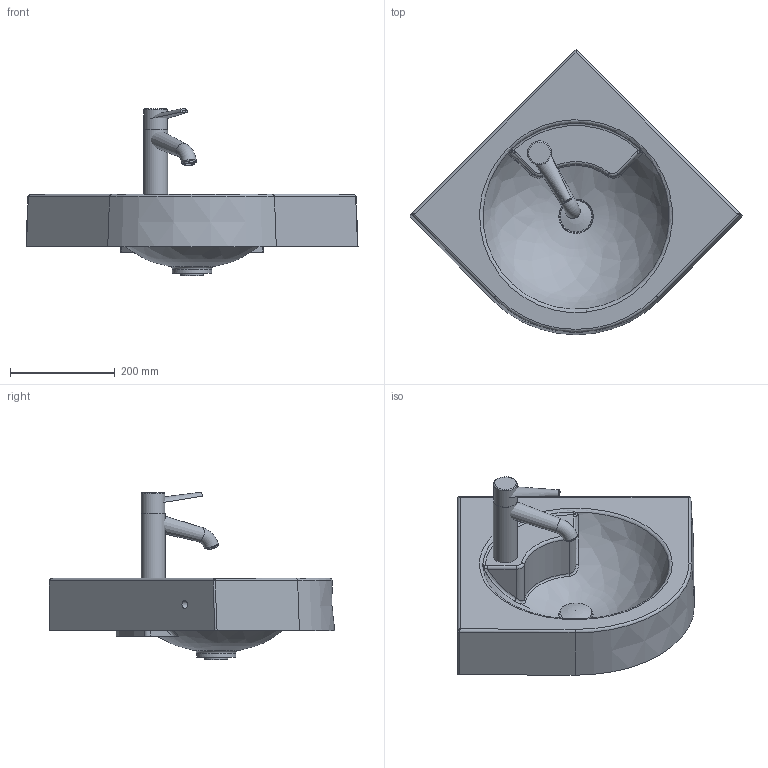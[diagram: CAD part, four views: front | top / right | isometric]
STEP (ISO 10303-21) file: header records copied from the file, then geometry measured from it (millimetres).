
FILE_DESCRIPTION((''),'2;1');
FILE_NAME('044845.stp','2008-01-16T12:48:30',('Huebner'),(''),'Autodesk Inventor 11','Autodesk Inventor 11','');
FILE_SCHEMA(('AUTOMOTIVE_DESIGN { 1 0 10303 214 1 1 1 1 }'));
Length unit declared in the file: millimetre
Products named in the file (9): 44845; Baterie_Zusatz; hebel_Zusatz; Hebel2; Griff2; Neoperl2; Kelch; Stopfen
Assembly tree (8 placements, depth 3):
  44845
    44845
    Baterie_Zusatz
      hebel_Zusatz
      Hebel2
      Griff2
      Neoperl2
    Kelch
    Stopfen
Bounding box: 632.54 x 543.77 x 318.77 mm (x, y, z)
Volume: 7748072.7 mm3; surface area: 900656.6 mm2
Topology: 7 solids, 7 shells, 146 faces, 352 edges, 217 vertices
Faces by surface type: cylinder 48, plane 43, bspline 38, torus 12, cone 5
Full cylindrical faces by diameter (mm): 15 x2, 16 x1, 20 x1, 35 x1, 42 x1, 44 x1, 45 x1, 46 x1, 52 x1, 53 x1, 60 x1, 75 x1
Entity records: 12517 total; most frequent: CARTESIAN_POINT 9243, DIRECTION 637, ORIENTED_EDGE 610, EDGE_CURVE 305, AXIS2_PLACEMENT_3D 269, VERTEX_POINT 203, EDGE_LOOP 184, FACE_OUTER_BOUND 144
